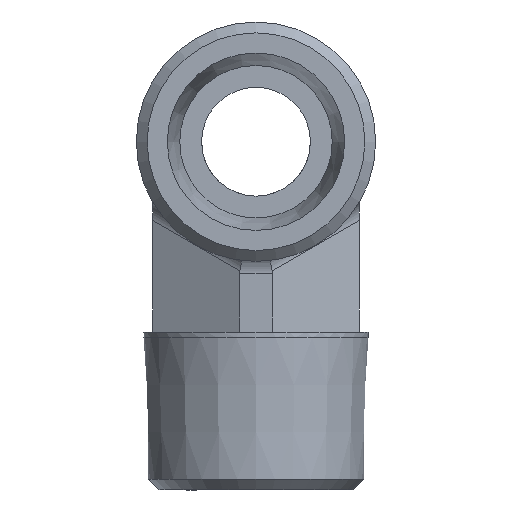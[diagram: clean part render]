
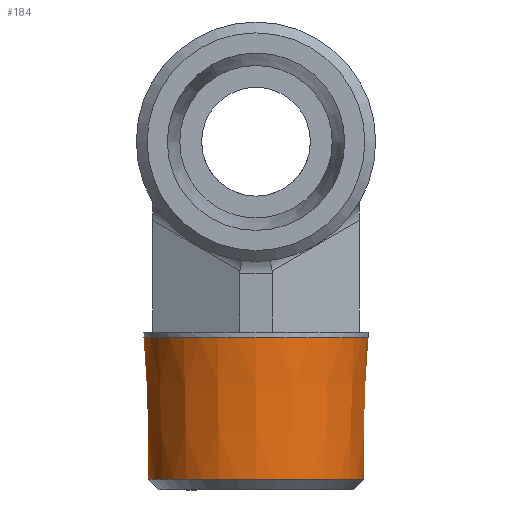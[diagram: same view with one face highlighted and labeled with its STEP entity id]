
A CAD part, front view. The second image highlights one B-rep face of the part: STEP entity #184.
In plain terms, the highlighted conical face has half-angle 1.791 degrees and reference radius 10.109 mm.
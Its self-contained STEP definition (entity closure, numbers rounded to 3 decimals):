
#150=CARTESIAN_POINT('',(-18.985,-0.378,-13.5));
#151=VERTEX_POINT('',#150);
#152=CARTESIAN_POINT('',(-18.985,9.544,-13.5));
#153=DIRECTION('',(0.0,0.0,-1.0));
#154=DIRECTION('',(0.0,1.0,0.0));
#155=AXIS2_PLACEMENT_3D('',#152,#153,#154);
#156=CIRCLE('',#155,9.922);
#157=EDGE_CURVE('',#151,#151,#156,.T.);
#165=CARTESIAN_POINT('',(-18.985,9.544,-7.5));
#166=DIRECTION('',(0.0,0.0,1.0));
#167=DIRECTION('',(0.0,-1.0,0.0));
#168=AXIS2_PLACEMENT_3D('',#165,#166,#167);
#169=CONICAL_SURFACE('',#168,10.109,1.791);
#170=CARTESIAN_POINT('',(-18.985,-0.784,-0.5));
#171=VERTEX_POINT('',#170);
#172=CARTESIAN_POINT('',(-18.985,9.544,-0.5));
#173=DIRECTION('',(0.0,0.0,1.0));
#174=DIRECTION('',(0.0,-1.0,0.0));
#175=AXIS2_PLACEMENT_3D('',#172,#173,#174);
#176=CIRCLE('',#175,10.328);
#177=EDGE_CURVE('',#171,#171,#176,.T.);
#178=ORIENTED_EDGE('',*,*,#177,.F.);
#179=EDGE_LOOP('',(#178));
#180=FACE_OUTER_BOUND('',#179,.T.);
#181=ORIENTED_EDGE('',*,*,#157,.F.);
#182=EDGE_LOOP('',(#181));
#183=FACE_BOUND('',#182,.T.);
#184=ADVANCED_FACE('',(#180,#183),#169,.T.);
